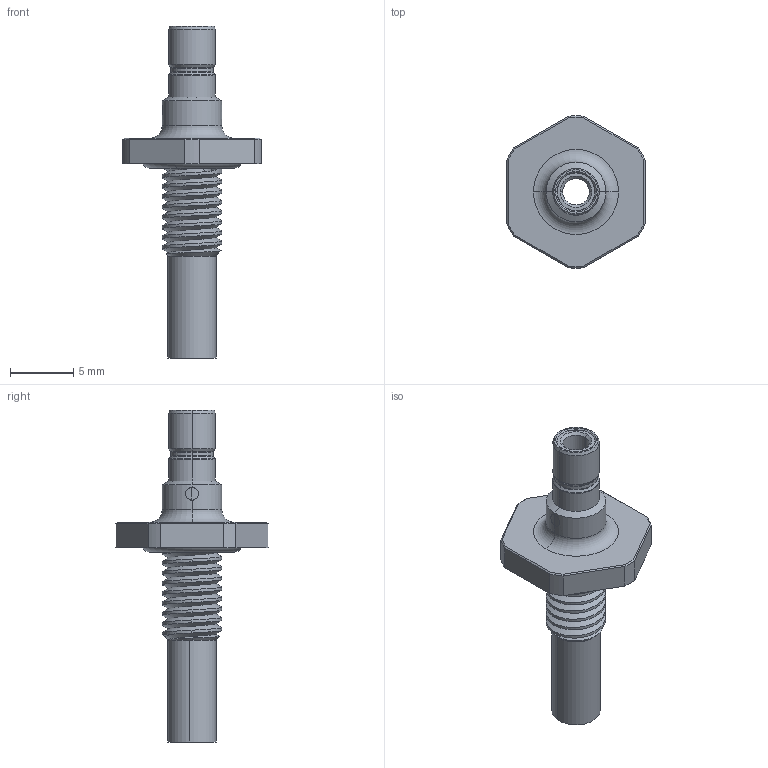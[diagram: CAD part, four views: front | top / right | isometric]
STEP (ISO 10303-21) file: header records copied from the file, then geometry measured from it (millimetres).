
FILE_DESCRIPTION (( 'STEP AP214' ), '1' );
FILE_NAME ('32-245-1-D10-AD.STEP', '2024-09-06T08:17:25', ( '' ), ( '' ), 'SwSTEP 2.0', 'SolidWorks 2024', '' );
FILE_SCHEMA (( 'AUTOMOTIVE_DESIGN' ));
Length unit declared in the file: millimetre
Products named in the file (1): 32-245-1-D10-AD
Bounding box: 10.9 x 11.99 x 26.15 mm (x, y, z)
Surface area: 1056.3 mm2 (no closed solid volume)
Topology: 0 solids, 7 shells, 110 faces, 268 edges, 163 vertices
Faces by surface type: cylinder 48, cone 21, plane 21, torus 18, bspline 2
Entity records: 4214 total; most frequent: CARTESIAN_POINT 1728, DIRECTION 531, ORIENTED_EDGE 508, EDGE_CURVE 268, AXIS2_PLACEMENT_3D 221, VERTEX_POINT 163, EDGE_LOOP 118, CIRCLE 112
